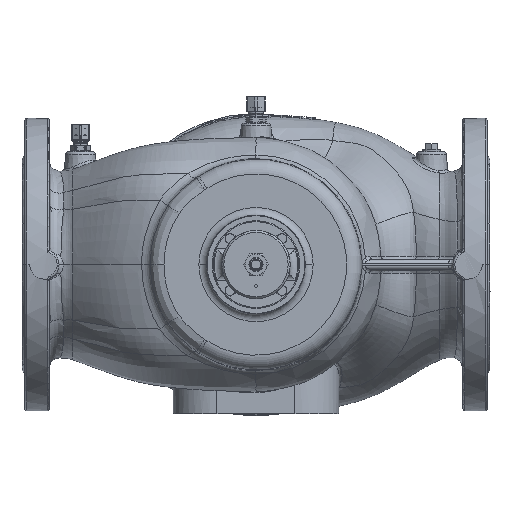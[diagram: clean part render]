
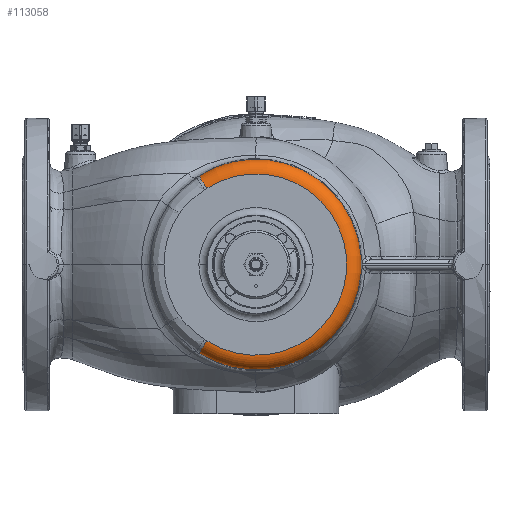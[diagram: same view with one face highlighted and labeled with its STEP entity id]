
A CAD part, front view. The second image highlights one B-rep face of the part: STEP entity #113058.
In plain terms, the highlighted toroidal (fillet/blend) face has major radius 93.015 mm and minor radius 15 mm.
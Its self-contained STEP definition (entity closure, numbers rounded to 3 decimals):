
#26615=CARTESIAN_POINT('',(-50.367,-154.,-78.198));
#26616=DIRECTION('',(0.841,0.,-0.541));
#26617=DIRECTION('',(0.,-1.,0.));
#26618=AXIS2_PLACEMENT_3D('',#26615,#26616,#26617);
#26623=CARTESIAN_POINT('',(0.,-169.,0.));
#26624=DIRECTION('',(0.,-1.,0.));
#26625=DIRECTION('',(-0.541,0.,-0.841));
#26626=AXIS2_PLACEMENT_3D('',#26623,#26624,#26625);
#26631=CARTESIAN_POINT('',(0.,-154.523,0.));
#26632=DIRECTION('',(0.,-1.,0.));
#26633=DIRECTION('',(-0.541,0.,-0.841));
#26634=AXIS2_PLACEMENT_3D('',#26631,#26632,#26633);
#26776=CARTESIAN_POINT('',(-50.367,-154.,78.198));
#26777=DIRECTION('',(-0.841,0.,-0.541));
#26778=DIRECTION('',(0.,-1.,0.));
#26779=AXIS2_PLACEMENT_3D('',#26776,#26777,#26778);
#44543=CARTESIAN_POINT('',(-50.367,-169.,78.198));
#44544=CARTESIAN_POINT('',(-58.484,-154.523,
90.801));
#44545=VERTEX_POINT('',#44543);
#44546=VERTEX_POINT('',#44544);
#44593=CARTESIAN_POINT('',(-50.367,-169.,-78.198));
#44594=CARTESIAN_POINT('',(-58.484,-154.523,
-90.801));
#44595=VERTEX_POINT('',#44593);
#44596=VERTEX_POINT('',#44594);
#113045=CARTESIAN_POINT('',(0.,-154.,0.));
#113046=DIRECTION('',(0.,-1.,0.));
#113047=DIRECTION('',(1.,0.,-0.001));
#113048=AXIS2_PLACEMENT_3D('',#113045,#113046,#113047);
#113049=TOROIDAL_SURFACE('',#113048,93.015,15.);
#113051=ORIENTED_EDGE('',*,*,#113050,.F.);
#113052=ORIENTED_EDGE('',*,*,#113037,.F.);
#113053=ORIENTED_EDGE('',*,*,#56638,.T.);
#113055=ORIENTED_EDGE('',*,*,#113054,.T.);
#113056=EDGE_LOOP('',(#113051,#113052,#113053,#113055));
#113057=FACE_OUTER_BOUND('',#113056,.F.);
#26619=CIRCLE('',#26618,15.);
#26627=CIRCLE('',#26626,93.015);
#26635=CIRCLE('',#26634,108.006);
#26780=CIRCLE('',#26779,15.);
#56638=EDGE_CURVE('',#44595,#44545,#26627,.T.);
#113037=EDGE_CURVE('',#44595,#44596,#26619,.T.);
#113050=EDGE_CURVE('',#44596,#44546,#26635,.T.);
#113054=EDGE_CURVE('',#44545,#44546,#26780,.T.);
#113058=ADVANCED_FACE('',(#113057),#113049,.T.);
